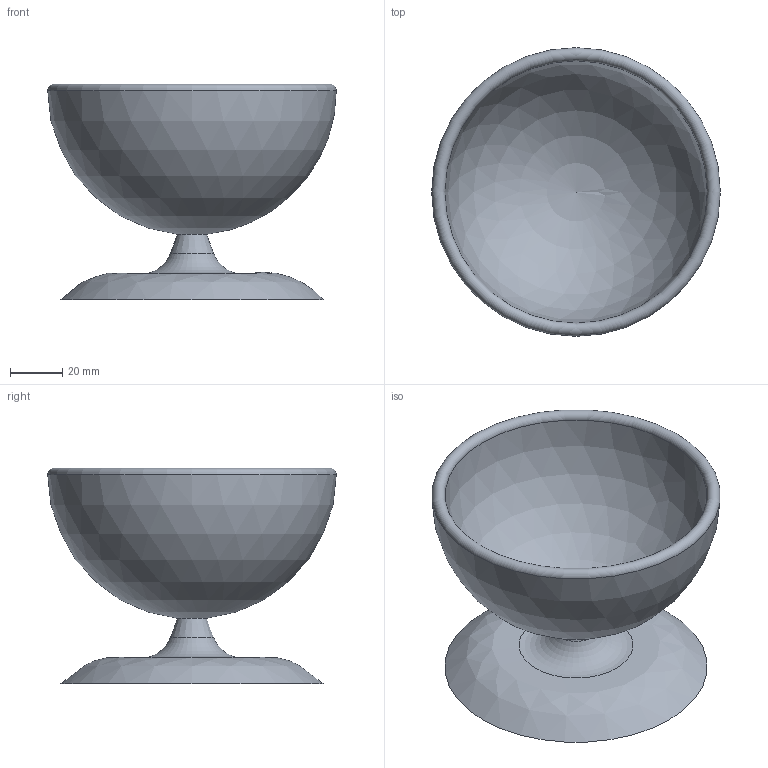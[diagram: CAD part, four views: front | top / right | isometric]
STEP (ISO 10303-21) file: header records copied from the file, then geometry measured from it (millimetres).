
FILE_DESCRIPTION(('FreeCAD Model'),'2;1');
FILE_NAME('Lathe_1.step', '2019-03-28T11:37:05',('Author'),(''), 'Open CASCADE STEP processor 7.1','FreeCAD','Unknown');
FILE_SCHEMA(('AUTOMOTIVE_DESIGN { 1 0 10303 214 1 1 1 1 }'));
Length unit declared in the file: millimetre
Products named in the file (1): Lathe_1
Bounding box: 110 x 110 x 82.22 mm (x, y, z)
Volume: 155171.8 mm3; surface area: 54143.2 mm2
Topology: 1 solids, 1 shells, 7 faces, 13 edges, 7 vertices
Faces by surface type: torus 2, sphere 2, plane 1, revolution 1, cone 1
Entity records: 331 total; most frequent: CARTESIAN_POINT 75, DIRECTION 41, ORIENTED_EDGE 24, PCURVE 24, DEFINITIONAL_REPRESENTATION 24, B_SPLINE_CURVE_WITH_KNOTS 23, AXIS2_PLACEMENT_3D 19, CIRCLE 13
